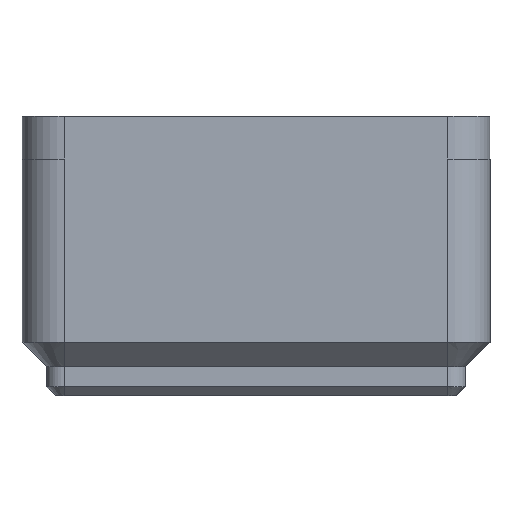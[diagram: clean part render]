
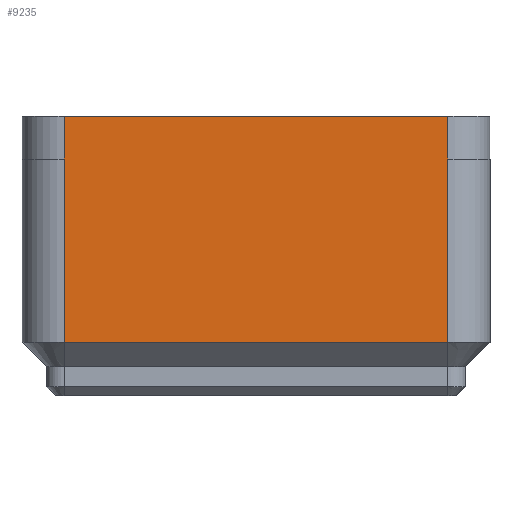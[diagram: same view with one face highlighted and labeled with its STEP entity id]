
A CAD part, front view. The second image highlights one B-rep face of the part: STEP entity #9235.
In plain terms, the highlighted planar face has unit normal (0, -1, 0).
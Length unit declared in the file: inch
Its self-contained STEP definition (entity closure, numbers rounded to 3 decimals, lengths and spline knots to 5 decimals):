
#1362=FACE_OUTER_BOUND('',#1919,.T.);
#1919=EDGE_LOOP('',(#8475,#8476,#8477,#8478,#8479,#8480));
#2683=LINE('',#17516,#3512);
#2729=LINE('',#17683,#3558);
#2734=LINE('',#17695,#3563);
#2736=LINE('',#17702,#3565);
#2742=LINE('',#17717,#3571);
#2744=LINE('',#17722,#3573);
#3512=VECTOR('',#10940,0.3937);
#3558=VECTOR('',#11072,0.3937);
#3563=VECTOR('',#11083,0.3937);
#3565=VECTOR('',#11091,0.3937);
#3571=VECTOR('',#11109,0.3937);
#3573=VECTOR('',#11117,0.3937);
#4407=VERTEX_POINT('',#17510);
#4408=VERTEX_POINT('',#17514);
#4441=VERTEX_POINT('',#17680);
#4442=VERTEX_POINT('',#17682);
#4446=VERTEX_POINT('',#17694);
#4448=VERTEX_POINT('',#17700);
#5707=EDGE_CURVE('',#4407,#4408,#2683,.T.);
#5770=EDGE_CURVE('',#4442,#4441,#2729,.T.);
#5776=EDGE_CURVE('',#4442,#4446,#2734,.T.);
#5780=EDGE_CURVE('',#4448,#4441,#2736,.T.);
#5788=EDGE_CURVE('',#4407,#4448,#2742,.T.);
#5790=EDGE_CURVE('',#4446,#4408,#2744,.T.);
#8475=ORIENTED_EDGE('',*,*,#5788,.F.);
#8476=ORIENTED_EDGE('',*,*,#5707,.T.);
#8477=ORIENTED_EDGE('',*,*,#5790,.F.);
#8478=ORIENTED_EDGE('',*,*,#5776,.F.);
#8479=ORIENTED_EDGE('',*,*,#5770,.T.);
#8480=ORIENTED_EDGE('',*,*,#5780,.F.);
#8721=PLANE('',#9599);
#9235=ADVANCED_FACE('',(#1362),#8721,.T.);
#9599=AXIS2_PLACEMENT_3D('',#17731,#11130,#11131);
#10940=DIRECTION('',(1.,0.,0.));
#11072=DIRECTION('',(-1.,0.,0.));
#11083=DIRECTION('',(0.,0.,-1.));
#11091=DIRECTION('',(0.,0.,1.));
#11109=DIRECTION('',(0.,0.,1.));
#11117=DIRECTION('',(0.,0.,-1.));
#11130=DIRECTION('center_axis',(0.,-1.,0.));
#11131=DIRECTION('ref_axis',(1.,0.,0.));
#17510=CARTESIAN_POINT('',(0.14764,0.,0.));
#17514=CARTESIAN_POINT('',(1.48622,0.,0.));
#17516=CARTESIAN_POINT('',(0.,0.,0.));
#17680=CARTESIAN_POINT('',(0.14764,0.,0.78937));
#17682=CARTESIAN_POINT('',(1.48622,0.,0.78937));
#17683=CARTESIAN_POINT('',(0.40846,0.,0.78937));
#17694=CARTESIAN_POINT('',(1.48622,0.,0.63976));
#17695=CARTESIAN_POINT('',(1.48622,0.,0.63976));
#17700=CARTESIAN_POINT('',(0.14764,0.,0.63976));
#17702=CARTESIAN_POINT('',(0.14764,0.,0.63976));
#17717=CARTESIAN_POINT('',(0.14764,0.,0.));
#17722=CARTESIAN_POINT('',(1.48622,0.,0.));
#17731=CARTESIAN_POINT('Origin',(0.,0.,0.));
